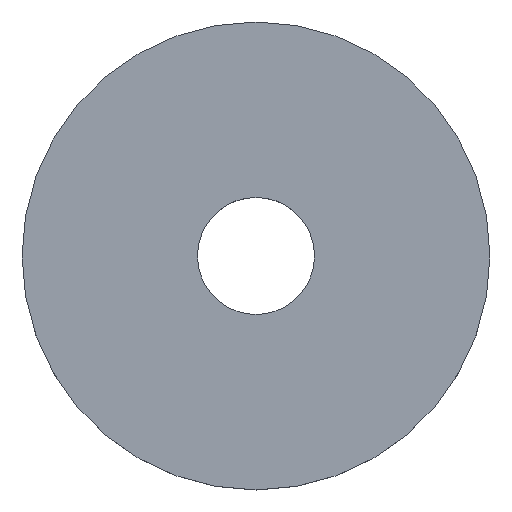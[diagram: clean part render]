
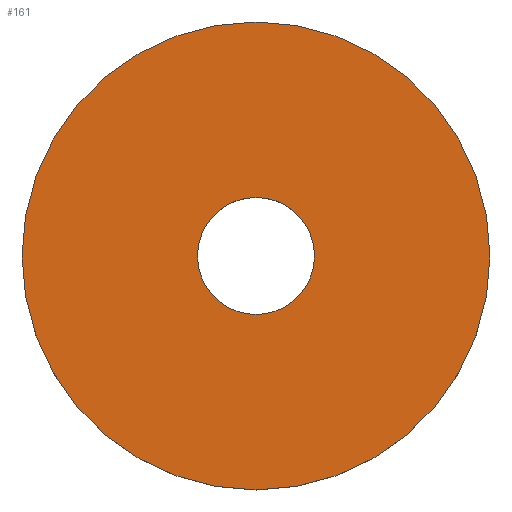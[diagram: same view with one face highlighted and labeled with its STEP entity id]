
A CAD part, top view. The second image highlights one B-rep face of the part: STEP entity #161.
In plain terms, the highlighted planar face has unit normal (0, 0, 1).
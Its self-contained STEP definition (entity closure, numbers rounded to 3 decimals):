
#5 = ORIENTED_EDGE ( 'NONE', *, *, #153, .F. ) ;
#10 = DIRECTION ( 'NONE',  ( 0., 0., 1. ) ) ;
#38 = EDGE_CURVE ( 'NONE', #57, #57, #147, .T. ) ;
#44 = DIRECTION ( 'NONE',  ( 0., 0., -1. ) ) ;
#53 = DIRECTION ( 'NONE',  ( 0., -1., 0. ) ) ;
#57 = VERTEX_POINT ( 'NONE', #167 ) ;
#58 = EDGE_LOOP ( 'NONE', ( #5 ) ) ;
#59 = VERTEX_POINT ( 'NONE', #73 ) ;
#65 = CARTESIAN_POINT ( 'NONE',  ( 0., 2.5, 2. ) ) ;
#71 = FACE_BOUND ( 'NONE', #99, .T. ) ;
#72 = CARTESIAN_POINT ( 'NONE',  ( 0., 0., 2. ) ) ;
#73 = CARTESIAN_POINT ( 'NONE',  ( 0., 10., 2. ) ) ;
#77 = AXIS2_PLACEMENT_3D ( 'NONE', #72, #44, #103 ) ;
#99 = EDGE_LOOP ( 'NONE', ( #150 ) ) ;
#100 = DIRECTION ( 'NONE',  ( 0., 0., -1. ) ) ;
#102 = PLANE ( 'NONE',  #130 ) ;
#103 = DIRECTION ( 'NONE',  ( 0., 1., 0. ) ) ;
#116 = FACE_OUTER_BOUND ( 'NONE', #58, .T. ) ;
#120 = AXIS2_PLACEMENT_3D ( 'NONE', #124, #100, #135 ) ;
#124 = CARTESIAN_POINT ( 'NONE',  ( 0., 0., 2. ) ) ;
#130 = AXIS2_PLACEMENT_3D ( 'NONE', #65, #10, #53 ) ;
#135 = DIRECTION ( 'NONE',  ( 0., 1., 0. ) ) ;
#147 = CIRCLE ( 'NONE', #120, 2.5 ) ;
#150 = ORIENTED_EDGE ( 'NONE', *, *, #38, .T. ) ;
#153 = EDGE_CURVE ( 'NONE', #59, #59, #157, .T. ) ;
#157 = CIRCLE ( 'NONE', #77, 10. ) ;
#161 = ADVANCED_FACE ( 'NONE', ( #71, #116 ), #102, .T. ) ;
#167 = CARTESIAN_POINT ( 'NONE',  ( 0., 2.5, 2. ) ) ;
